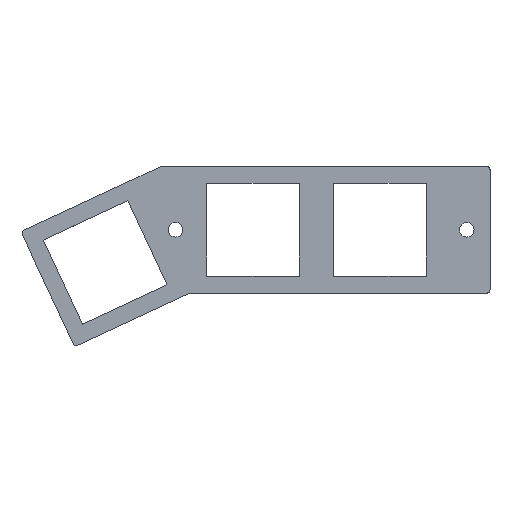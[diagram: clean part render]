
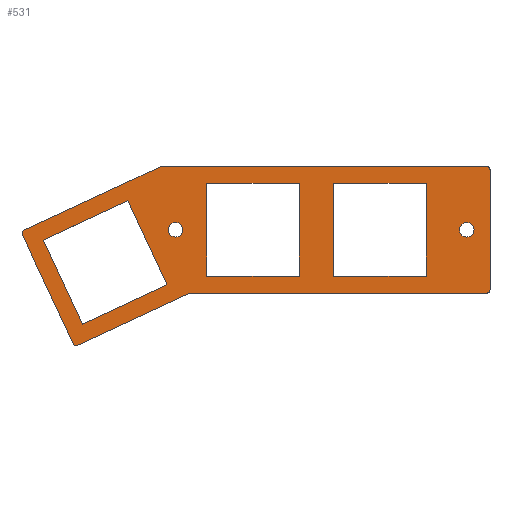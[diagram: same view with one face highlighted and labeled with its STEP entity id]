
A CAD part, top view. The second image highlights one B-rep face of the part: STEP entity #531.
In plain terms, the highlighted planar face has unit normal (0, 0, 1).
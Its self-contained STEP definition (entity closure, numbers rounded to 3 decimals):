
#15=FACE_BOUND('',#76,.T.);
#16=FACE_BOUND('',#77,.T.);
#17=FACE_BOUND('',#78,.T.);
#18=FACE_BOUND('',#79,.T.);
#19=FACE_BOUND('',#80,.T.);
#26=PLANE('',#574);
#48=FACE_OUTER_BOUND('',#75,.T.);
#75=EDGE_LOOP('',(#381,#382,#383,#384,#385,#386,#387,#388,#389,#390,#391));
#76=EDGE_LOOP('',(#392,#393,#394,#395));
#77=EDGE_LOOP('',(#396,#397,#398,#399));
#78=EDGE_LOOP('',(#400));
#79=EDGE_LOOP('',(#401,#402,#403,#404));
#80=EDGE_LOOP('',(#405));
#112=LINE('',#764,#175);
#115=LINE('',#770,#178);
#116=LINE('',#772,#179);
#117=LINE('',#774,#180);
#118=LINE('',#778,#181);
#119=LINE('',#782,#182);
#120=LINE('',#784,#183);
#121=LINE('',#788,#184);
#122=LINE('',#790,#185);
#123=LINE('',#792,#186);
#124=LINE('',#793,#187);
#125=LINE('',#796,#188);
#126=LINE('',#798,#189);
#127=LINE('',#800,#190);
#128=LINE('',#801,#191);
#129=LINE('',#806,#192);
#130=LINE('',#808,#193);
#131=LINE('',#810,#194);
#132=LINE('',#811,#195);
#175=VECTOR('',#621,10.);
#178=VECTOR('',#626,10.);
#179=VECTOR('',#627,10.);
#180=VECTOR('',#628,10.);
#181=VECTOR('',#631,10.);
#182=VECTOR('',#634,10.);
#183=VECTOR('',#635,10.);
#184=VECTOR('',#638,10.);
#185=VECTOR('',#639,10.);
#186=VECTOR('',#640,10.);
#187=VECTOR('',#641,10.);
#188=VECTOR('',#642,10.);
#189=VECTOR('',#643,10.);
#190=VECTOR('',#644,10.);
#191=VECTOR('',#645,10.);
#192=VECTOR('',#648,10.);
#193=VECTOR('',#649,10.);
#194=VECTOR('',#650,10.);
#195=VECTOR('',#651,10.);
#237=CIRCLE('',#572,0.5);
#238=CIRCLE('',#575,0.5);
#239=CIRCLE('',#576,0.5);
#240=CIRCLE('',#577,0.5);
#241=CIRCLE('',#578,1.1);
#242=CIRCLE('',#579,1.1);
#250=VERTEX_POINT('',#757);
#251=VERTEX_POINT('',#759);
#252=VERTEX_POINT('',#763);
#254=VERTEX_POINT('',#769);
#255=VERTEX_POINT('',#771);
#256=VERTEX_POINT('',#773);
#257=VERTEX_POINT('',#775);
#258=VERTEX_POINT('',#777);
#259=VERTEX_POINT('',#779);
#260=VERTEX_POINT('',#781);
#261=VERTEX_POINT('',#783);
#262=VERTEX_POINT('',#786);
#263=VERTEX_POINT('',#787);
#264=VERTEX_POINT('',#789);
#265=VERTEX_POINT('',#791);
#266=VERTEX_POINT('',#794);
#267=VERTEX_POINT('',#795);
#268=VERTEX_POINT('',#797);
#269=VERTEX_POINT('',#799);
#270=VERTEX_POINT('',#802);
#271=VERTEX_POINT('',#804);
#272=VERTEX_POINT('',#805);
#273=VERTEX_POINT('',#807);
#274=VERTEX_POINT('',#809);
#275=VERTEX_POINT('',#812);
#300=EDGE_CURVE('',#250,#251,#237,.T.);
#302=EDGE_CURVE('',#251,#252,#112,.T.);
#305=EDGE_CURVE('',#254,#250,#115,.T.);
#306=EDGE_CURVE('',#255,#254,#116,.T.);
#307=EDGE_CURVE('',#256,#255,#117,.T.);
#308=EDGE_CURVE('',#257,#256,#238,.T.);
#309=EDGE_CURVE('',#258,#257,#118,.T.);
#310=EDGE_CURVE('',#259,#258,#239,.T.);
#311=EDGE_CURVE('',#260,#259,#119,.T.);
#312=EDGE_CURVE('',#261,#260,#120,.T.);
#313=EDGE_CURVE('',#252,#261,#240,.T.);
#314=EDGE_CURVE('',#262,#263,#121,.T.);
#315=EDGE_CURVE('',#264,#262,#122,.T.);
#316=EDGE_CURVE('',#265,#264,#123,.T.);
#317=EDGE_CURVE('',#263,#265,#124,.T.);
#318=EDGE_CURVE('',#266,#267,#125,.T.);
#319=EDGE_CURVE('',#268,#266,#126,.T.);
#320=EDGE_CURVE('',#269,#268,#127,.T.);
#321=EDGE_CURVE('',#267,#269,#128,.T.);
#322=EDGE_CURVE('',#270,#270,#241,.T.);
#323=EDGE_CURVE('',#271,#272,#129,.T.);
#324=EDGE_CURVE('',#273,#271,#130,.T.);
#325=EDGE_CURVE('',#274,#273,#131,.T.);
#326=EDGE_CURVE('',#272,#274,#132,.T.);
#327=EDGE_CURVE('',#275,#275,#242,.T.);
#381=ORIENTED_EDGE('',*,*,#300,.F.);
#382=ORIENTED_EDGE('',*,*,#305,.F.);
#383=ORIENTED_EDGE('',*,*,#306,.F.);
#384=ORIENTED_EDGE('',*,*,#307,.F.);
#385=ORIENTED_EDGE('',*,*,#308,.F.);
#386=ORIENTED_EDGE('',*,*,#309,.F.);
#387=ORIENTED_EDGE('',*,*,#310,.F.);
#388=ORIENTED_EDGE('',*,*,#311,.F.);
#389=ORIENTED_EDGE('',*,*,#312,.F.);
#390=ORIENTED_EDGE('',*,*,#313,.F.);
#391=ORIENTED_EDGE('',*,*,#302,.F.);
#392=ORIENTED_EDGE('',*,*,#314,.F.);
#393=ORIENTED_EDGE('',*,*,#315,.F.);
#394=ORIENTED_EDGE('',*,*,#316,.F.);
#395=ORIENTED_EDGE('',*,*,#317,.F.);
#396=ORIENTED_EDGE('',*,*,#318,.F.);
#397=ORIENTED_EDGE('',*,*,#319,.F.);
#398=ORIENTED_EDGE('',*,*,#320,.F.);
#399=ORIENTED_EDGE('',*,*,#321,.F.);
#400=ORIENTED_EDGE('',*,*,#322,.F.);
#401=ORIENTED_EDGE('',*,*,#323,.F.);
#402=ORIENTED_EDGE('',*,*,#324,.F.);
#403=ORIENTED_EDGE('',*,*,#325,.F.);
#404=ORIENTED_EDGE('',*,*,#326,.F.);
#405=ORIENTED_EDGE('',*,*,#327,.F.);
#531=ADVANCED_FACE('',(#48,#15,#16,#17,#18,#19),#26,.F.);
#572=AXIS2_PLACEMENT_3D('',#760,#616,#617);
#574=AXIS2_PLACEMENT_3D('',#768,#624,#625);
#575=AXIS2_PLACEMENT_3D('',#776,#629,#630);
#576=AXIS2_PLACEMENT_3D('',#780,#632,#633);
#577=AXIS2_PLACEMENT_3D('',#785,#636,#637);
#578=AXIS2_PLACEMENT_3D('',#803,#646,#647);
#579=AXIS2_PLACEMENT_3D('',#813,#652,#653);
#616=DIRECTION('center_axis',(0.,0.,
-1.));
#617=DIRECTION('ref_axis',(0.707,0.707,0.));
#621=DIRECTION('',(0.,-1.,0.));
#624=DIRECTION('center_axis',(0.,0.,
-1.));
#625=DIRECTION('ref_axis',(1.,0.,0.));
#626=DIRECTION('',(1.,0.,0.));
#627=DIRECTION('',(0.907,0.422,0.));
#628=DIRECTION('',(0.906,0.423,0.));
#629=DIRECTION('center_axis',(0.,0.,
-1.));
#630=DIRECTION('ref_axis',(-0.94,0.342,0.));
#631=DIRECTION('',(-0.423,0.906,0.));
#632=DIRECTION('center_axis',(0.,0.,
-1.));
#633=DIRECTION('ref_axis',(-0.342,-0.94,0.));
#634=DIRECTION('',(-0.906,-0.423,0.));
#635=DIRECTION('',(-1.,0.,0.));
#636=DIRECTION('center_axis',(0.,0.,
-1.));
#637=DIRECTION('ref_axis',(0.707,-0.707,0.));
#638=DIRECTION('',(0.,1.,0.));
#639=DIRECTION('',(1.,0.,0.));
#640=DIRECTION('',(0.,-1.,0.));
#641=DIRECTION('',(-1.,0.,0.));
#642=DIRECTION('',(-1.,0.,0.));
#643=DIRECTION('',(0.,1.,0.));
#644=DIRECTION('',(1.,0.,0.));
#645=DIRECTION('',(0.,-1.,0.));
#646=DIRECTION('center_axis',(0.,0.,
1.));
#647=DIRECTION('ref_axis',(1.,0.,0.));
#648=DIRECTION('',(-0.423,0.906,0.));
#649=DIRECTION('',(0.906,0.423,0.));
#650=DIRECTION('',(0.423,-0.906,0.));
#651=DIRECTION('',(-0.906,-0.423,0.));
#652=DIRECTION('center_axis',(0.,0.,
1.));
#653=DIRECTION('ref_axis',(1.,0.,0.));
#757=CARTESIAN_POINT('',(140.779,-138.025,3.6));
#759=CARTESIAN_POINT('',(141.279,-138.525,3.6));
#760=CARTESIAN_POINT('Origin',(140.779,-138.525,3.6));
#763=CARTESIAN_POINT('',(141.279,-156.575,3.6));
#764=CARTESIAN_POINT('',(141.279,-144.8,3.6));
#768=CARTESIAN_POINT('Origin',(106.071,-151.575,3.6));
#769=CARTESIAN_POINT('',(91.961,-138.025,3.6));
#770=CARTESIAN_POINT('',(99.016,-138.025,3.6));
#771=CARTESIAN_POINT('',(88.128,-139.81,3.6));
#772=CARTESIAN_POINT('',(93.249,-137.425,3.6));
#773=CARTESIAN_POINT('',(71.316,-147.649,3.6));
#774=CARTESIAN_POINT('',(84.611,-141.45,3.6));
#775=CARTESIAN_POINT('',(71.074,-148.314,3.6));
#776=CARTESIAN_POINT('Origin',(71.527,-148.103,3.6));
#777=CARTESIAN_POINT('',(78.703,-164.673,3.6));
#778=CARTESIAN_POINT('',(78.744,-164.762,3.6));
#779=CARTESIAN_POINT('',(79.367,-164.915,3.6));
#780=CARTESIAN_POINT('Origin',(79.156,-164.461,3.6));
#781=CARTESIAN_POINT('',(96.179,-157.075,3.6));
#782=CARTESIAN_POINT('',(101.295,-154.689,3.6));
#783=CARTESIAN_POINT('',(140.779,-157.075,3.6));
#784=CARTESIAN_POINT('',(123.675,-157.075,3.6));
#785=CARTESIAN_POINT('Origin',(140.779,-156.575,3.6));
#786=CARTESIAN_POINT('',(131.729,-154.525,3.6));
#787=CARTESIAN_POINT('',(131.729,-140.575,3.6));
#788=CARTESIAN_POINT('',(131.729,-153.05,3.6));
#789=CARTESIAN_POINT('',(117.779,-154.525,3.6));
#790=CARTESIAN_POINT('',(111.925,-154.525,3.6));
#791=CARTESIAN_POINT('',(117.779,-140.575,3.6));
#792=CARTESIAN_POINT('',(117.779,-146.075,3.6));
#793=CARTESIAN_POINT('',(118.9,-140.575,3.6));
#794=CARTESIAN_POINT('',(112.679,-140.575,3.6));
#795=CARTESIAN_POINT('',(98.729,-140.575,3.6));
#796=CARTESIAN_POINT('',(109.375,-140.575,3.6));
#797=CARTESIAN_POINT('',(112.679,-154.525,3.6));
#798=CARTESIAN_POINT('',(112.679,-153.05,3.6));
#799=CARTESIAN_POINT('',(98.729,-154.525,3.6));
#800=CARTESIAN_POINT('',(102.4,-154.525,3.6));
#801=CARTESIAN_POINT('',(98.729,-146.075,3.6));
#802=CARTESIAN_POINT('',(136.679,-147.55,3.6));
#803=CARTESIAN_POINT('Origin',(137.779,-147.55,3.6));
#804=CARTESIAN_POINT('',(92.79,-155.842,3.6));
#805=CARTESIAN_POINT('',(86.895,-143.199,3.6));
#806=CARTESIAN_POINT('',(93.159,-156.633,3.6));
#807=CARTESIAN_POINT('',(80.147,-161.737,3.6));
#808=CARTESIAN_POINT('',(92.74,-155.865,3.6));
#809=CARTESIAN_POINT('',(74.252,-149.094,3.6));
#810=CARTESIAN_POINT('',(77.569,-156.207,3.6));
#811=CARTESIAN_POINT('',(93.166,-140.274,3.6));
#812=CARTESIAN_POINT('',(92.974,-147.55,3.6));
#813=CARTESIAN_POINT('Origin',(94.074,-147.55,3.6));
